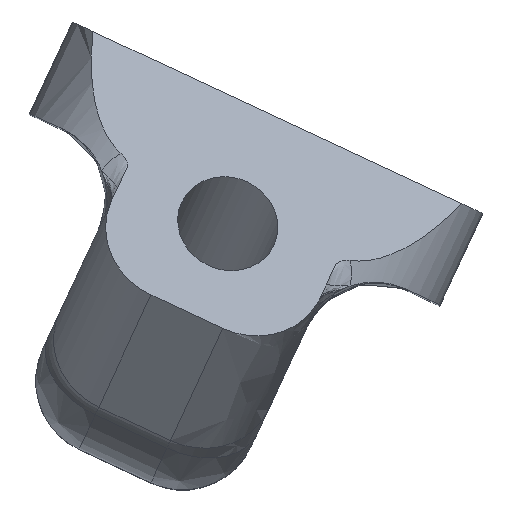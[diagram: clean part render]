
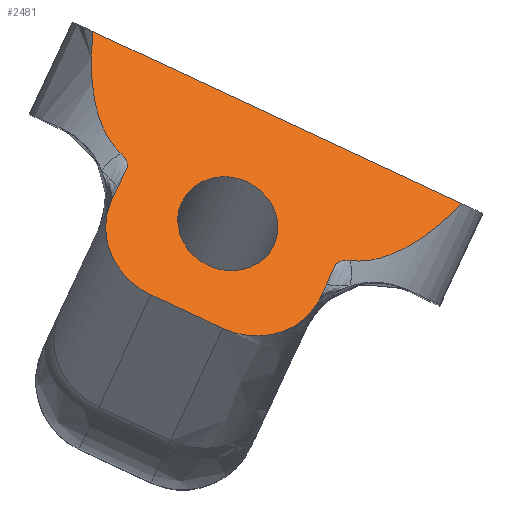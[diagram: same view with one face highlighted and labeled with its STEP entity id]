
A CAD part, top view. The second image highlights one B-rep face of the part: STEP entity #2481.
In plain terms, the highlighted free-form (B-spline) face has degree [1, 1] with [2, 2] control points.
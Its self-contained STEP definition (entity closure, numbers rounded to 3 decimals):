
#97=CARTESIAN_POINT('',(3.495,0.284,11.733));
#98=VERTEX_POINT('',#97);
#171=CARTESIAN_POINT('',(3.518,0.33,11.709));
#172=VERTEX_POINT('',#171);
#182=CARTESIAN_POINT('',(1.705,1.175,11.709));
#183=DIRECTION('',(-0.179,-0.383,-0.906));
#184=DIRECTION('',(-0.383,-0.821,0.423));
#185=AXIS2_PLACEMENT_3D('',#182,#183,#184);
#186=CIRCLE('',#185,2.);
#187=EDGE_CURVE('',#172,#98,#186,.T.);
#256=CARTESIAN_POINT('',(3.681,0.681,11.528));
#257=VERTEX_POINT('',#256);
#267=CARTESIAN_POINT('',(3.681,0.681,11.528));
#268=DIRECTION('',(-0.383,-0.821,0.423));
#269=VECTOR('',#268,0.428);
#270=LINE('',#267,#269);
#271=EDGE_CURVE('',#257,#172,#270,.T.);
#309=CARTESIAN_POINT('',(3.933,1.222,11.25));
#310=VERTEX_POINT('',#309);
#311=CARTESIAN_POINT('',(4.316,1.331,11.129));
#312=VERTEX_POINT('',#311);
#313=CARTESIAN_POINT('',(3.933,1.222,11.25));
#314=CARTESIAN_POINT('',(3.934,1.222,11.25));
#315=CARTESIAN_POINT('',(3.934,1.222,11.25));
#316=CARTESIAN_POINT('',(3.935,1.224,11.249));
#317=CARTESIAN_POINT('',(3.935,1.226,11.248));
#318=CARTESIAN_POINT('',(3.941,1.234,11.244));
#319=CARTESIAN_POINT('',(3.948,1.244,11.238));
#320=CARTESIAN_POINT('',(3.97,1.265,11.225));
#321=CARTESIAN_POINT('',(3.984,1.275,11.218));
#322=CARTESIAN_POINT('',(4.025,1.3,11.199));
#323=CARTESIAN_POINT('',(4.059,1.314,11.186));
#324=CARTESIAN_POINT('',(4.162,1.339,11.156));
#325=CARTESIAN_POINT('',(4.235,1.343,11.14));
#326=CARTESIAN_POINT('',(4.316,1.331,11.129));
#327=B_SPLINE_CURVE_WITH_KNOTS('',3,(#313,#314,#315,#316,#317,#318,#319,#320,#321,#322,#323,#324,#325,#326),.UNSPECIFIED.,.F.,.U.,(4,2,2,2,2,2,4),(0.,0.0,0.001,0.003,0.006,0.011,0.02),.UNSPECIFIED.);
#328=EDGE_CURVE('',#310,#312,#327,.T.);
#330=CARTESIAN_POINT('',(3.933,1.222,11.25));
#331=DIRECTION('',(-0.383,-0.821,0.423));
#332=VECTOR('',#331,0.658);
#333=LINE('',#330,#332);
#334=EDGE_CURVE('',#310,#257,#333,.T.);
#375=CARTESIAN_POINT('',(0.939,-0.468,12.554));
#376=VERTEX_POINT('',#375);
#377=CARTESIAN_POINT('',(1.705,1.175,11.709));
#378=DIRECTION('',(-0.179,-0.383,-0.906));
#379=DIRECTION('',(-0.383,-0.821,0.423));
#380=AXIS2_PLACEMENT_3D('',#377,#378,#379);
#381=CIRCLE('',#380,2.);
#382=EDGE_CURVE('',#98,#376,#381,.T.);
#450=CARTESIAN_POINT('',(-2.029,2.86,11.733));
#451=VERTEX_POINT('',#450);
#524=CARTESIAN_POINT('',(-2.008,2.906,11.709));
#525=VERTEX_POINT('',#524);
#556=CARTESIAN_POINT('',(-0.196,2.061,11.709));
#557=DIRECTION('',(0.179,0.383,0.906));
#558=DIRECTION('',(-0.383,-0.821,0.423));
#559=AXIS2_PLACEMENT_3D('',#556,#557,#558);
#560=CIRCLE('',#559,2.0);
#561=EDGE_CURVE('',#525,#451,#560,.T.);
#605=CARTESIAN_POINT('',(-1.845,3.258,11.528));
#606=VERTEX_POINT('',#605);
#622=CARTESIAN_POINT('',(-1.845,3.258,11.528));
#623=DIRECTION('',(-0.383,-0.821,0.423));
#624=VECTOR('',#623,0.428);
#625=LINE('',#622,#624);
#626=EDGE_CURVE('',#606,#525,#625,.T.);
#652=CARTESIAN_POINT('',(-1.593,3.799,11.25));
#653=VERTEX_POINT('',#652);
#654=CARTESIAN_POINT('',(-1.754,4.162,11.129));
#655=VERTEX_POINT('',#654);
#656=CARTESIAN_POINT('',(-1.754,4.162,11.129));
#657=CARTESIAN_POINT('',(-1.694,4.107,11.14));
#658=CARTESIAN_POINT('',(-1.649,4.049,11.156));
#659=CARTESIAN_POINT('',(-1.603,3.954,11.186));
#660=CARTESIAN_POINT('',(-1.591,3.919,11.199));
#661=CARTESIAN_POINT('',(-1.584,3.871,11.218));
#662=CARTESIAN_POINT('',(-1.583,3.855,11.225));
#663=CARTESIAN_POINT('',(-1.585,3.824,11.238));
#664=CARTESIAN_POINT('',(-1.588,3.812,11.244));
#665=CARTESIAN_POINT('',(-1.591,3.803,11.248));
#666=CARTESIAN_POINT('',(-1.591,3.801,11.249));
#667=CARTESIAN_POINT('',(-1.592,3.799,11.25));
#668=CARTESIAN_POINT('',(-1.592,3.799,11.25));
#669=CARTESIAN_POINT('',(-1.593,3.799,11.25));
#670=B_SPLINE_CURVE_WITH_KNOTS('',3,(#656,#657,#658,#659,#660,#661,#662,#663,#664,#665,#666,#667,#668,#669),.UNSPECIFIED.,.F.,.U.,(4,2,2,2,2,2,4),(0.0,0.025,0.041,0.049,0.057,0.059,0.059),.UNSPECIFIED.);
#671=EDGE_CURVE('',#653,#655,#670,.F.);
#682=CARTESIAN_POINT('',(-1.593,3.799,11.25));
#683=DIRECTION('',(-0.383,-0.821,0.423));
#684=VECTOR('',#683,0.658);
#685=LINE('',#682,#684);
#686=EDGE_CURVE('',#653,#606,#685,.T.);
#718=CARTESIAN_POINT('',(-2.502,7.403,9.906));
#719=VERTEX_POINT('',#718);
#720=CARTESIAN_POINT('',(1.413,9.92,8.071));
#721=DIRECTION('',(-0.179,-0.383,-0.906));
#722=DIRECTION('',(-0.383,-0.821,0.423));
#723=AXIS2_PLACEMENT_3D('',#720,#721,#722);
#724=ELLIPSE('',#723,7.309,3.089);
#725=EDGE_CURVE('',#655,#719,#724,.T.);
#2109=CARTESIAN_POINT('',(7.279,2.842,9.906));
#2110=VERTEX_POINT('',#2109);
#2118=CARTESIAN_POINT('',(6.69,7.459,8.071));
#2119=DIRECTION('',(0.179,0.383,0.906));
#2120=DIRECTION('',(-0.383,-0.821,0.423));
#2121=AXIS2_PLACEMENT_3D('',#2118,#2119,#2120);
#2122=ELLIPSE('',#2121,7.309,3.089);
#2123=EDGE_CURVE('',#312,#2110,#2122,.T.);
#2424=CARTESIAN_POINT('',(0.558,1.197,11.926));
#2425=VERTEX_POINT('',#2424);
#2426=CARTESIAN_POINT('',(1.075,2.306,11.355));
#2427=DIRECTION('',(0.179,0.383,0.906));
#2428=DIRECTION('',(-0.37,0.88,-0.299));
#2429=AXIS2_PLACEMENT_3D('',#2426,#2427,#2428);
#2430=CIRCLE('',#2429,1.35);
#2431=EDGE_CURVE('',#2425,#2425,#2430,.T.);
#2439=CARTESIAN_POINT('',(6.913,7.406,8.05));
#2440=CARTESIAN_POINT('',(-3.046,7.406,10.012));
#2441=CARTESIAN_POINT('',(7.593,-1.076,11.5));
#2442=CARTESIAN_POINT('',(-2.366,-1.076,13.463));
#2443=B_SPLINE_SURFACE_WITH_KNOTS('',1,1,((#2439,#2441),(#2440,#2442)),.UNSPECIFIED.,.F.,.F.,.U.,(2,2),(2,2),(0.0,10.151),(0.0,9.182),.UNSPECIFIED.);
#2444=CARTESIAN_POINT('',(-0.962,0.418,12.554));
#2445=VERTEX_POINT('',#2444);
#2446=CARTESIAN_POINT('',(0.939,-0.468,12.554));
#2447=DIRECTION('',(-0.906,0.423,0.0));
#2448=VECTOR('',#2447,2.097);
#2449=LINE('',#2446,#2448);
#2450=EDGE_CURVE('',#376,#2445,#2449,.T.);
#2451=ORIENTED_EDGE('',*,*,#2450,.F.);
#2452=ORIENTED_EDGE('',*,*,#382,.F.);
#2453=ORIENTED_EDGE('',*,*,#187,.F.);
#2454=ORIENTED_EDGE('',*,*,#271,.F.);
#2455=ORIENTED_EDGE('',*,*,#334,.F.);
#2456=ORIENTED_EDGE('',*,*,#328,.T.);
#2457=ORIENTED_EDGE('',*,*,#2123,.T.);
#2458=CARTESIAN_POINT('',(7.279,2.842,9.906));
#2459=DIRECTION('',(-0.906,0.423,0.));
#2460=VECTOR('',#2459,10.791);
#2461=LINE('',#2458,#2460);
#2462=EDGE_CURVE('',#2110,#719,#2461,.T.);
#2463=ORIENTED_EDGE('',*,*,#2462,.T.);
#2464=ORIENTED_EDGE('',*,*,#725,.F.);
#2465=ORIENTED_EDGE('',*,*,#671,.F.);
#2466=ORIENTED_EDGE('',*,*,#686,.T.);
#2467=ORIENTED_EDGE('',*,*,#626,.T.);
#2468=ORIENTED_EDGE('',*,*,#561,.T.);
#2469=CARTESIAN_POINT('',(-0.196,2.061,11.709));
#2470=DIRECTION('',(0.179,0.383,0.906));
#2471=DIRECTION('',(-0.383,-0.821,0.423));
#2472=AXIS2_PLACEMENT_3D('',#2469,#2470,#2471);
#2473=CIRCLE('',#2472,2.0);
#2474=EDGE_CURVE('',#451,#2445,#2473,.T.);
#2475=ORIENTED_EDGE('',*,*,#2474,.T.);
#2476=EDGE_LOOP('',(#2451,#2452,#2453,#2454,#2455,#2456,#2457,#2463,#2464,#2465,#2466,#2467,#2468,#2475));
#2477=FACE_OUTER_BOUND('',#2476,.T.);
#2478=ORIENTED_EDGE('',*,*,#2431,.F.);
#2479=EDGE_LOOP('',(#2478));
#2480=FACE_BOUND('',#2479,.T.);
#2481=ADVANCED_FACE('',(#2477,#2480),#2443,.T.);
